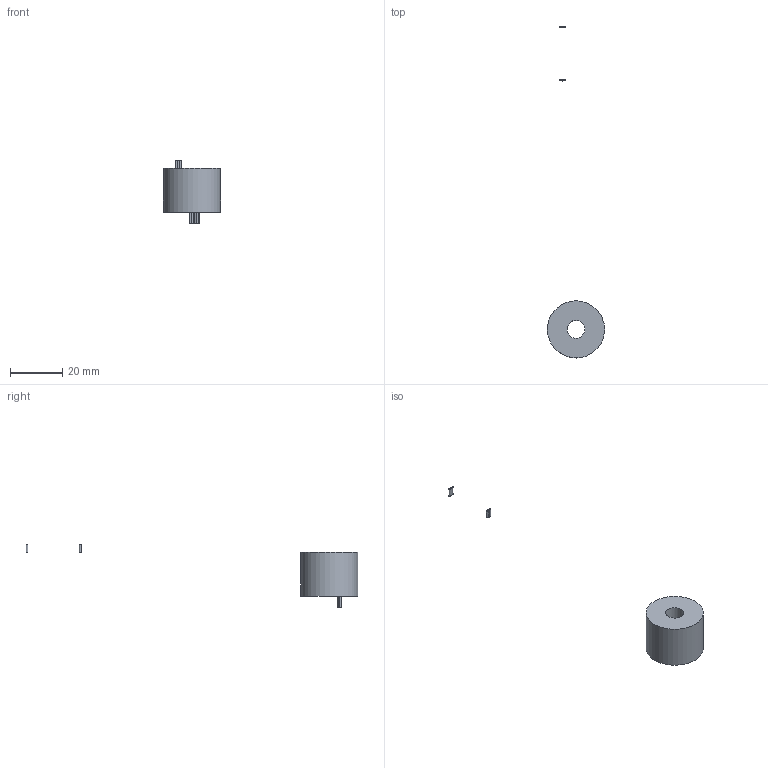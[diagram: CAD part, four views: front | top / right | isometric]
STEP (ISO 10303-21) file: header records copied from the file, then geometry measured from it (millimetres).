
FILE_DESCRIPTION(/* description */ (''),/* implementation_level */ '2;1');
FILE_NAME(/* name */ 'Slip Ring (1) v1.step',/* time_stamp */ '2022-04-06T19:48:24-04:00',/* author */ (''),/* organization */ (''),/* preprocessor_version */ 'ST-DEVELOPER v18.1',/* originating_system */ 'Autodesk Translation Framework v10.14.0.1471',/* authorisation */ '');
FILE_SCHEMA (('AUTOMOTIVE_DESIGN { 1 0 10303 214 3 1 1 }'));
Length unit declared in the file: inch
Products named in the file (1): Slip Ring (1)
Bounding box: 21.84 x 126.9 x 24.41 mm (x, y, z)
Volume: 5679 mm3; surface area: 2286.5 mm2
Topology: 7 solids, 7 shells, 34 faces, 42 edges, 28 vertices
Faces by surface type: plane 20, cylinder 14
Full cylindrical faces by diameter (mm): 0.66 x12, 6.858 x1, 21.844 x1
Entity records: 727 total; most frequent: DIRECTION 140, CARTESIAN_POINT 105, ORIENTED_EDGE 84, AXIS2_PLACEMENT_3D 63, EDGE_LOOP 42, EDGE_CURVE 42, FACE_OUTER_BOUND 34, ADVANCED_FACE 34
